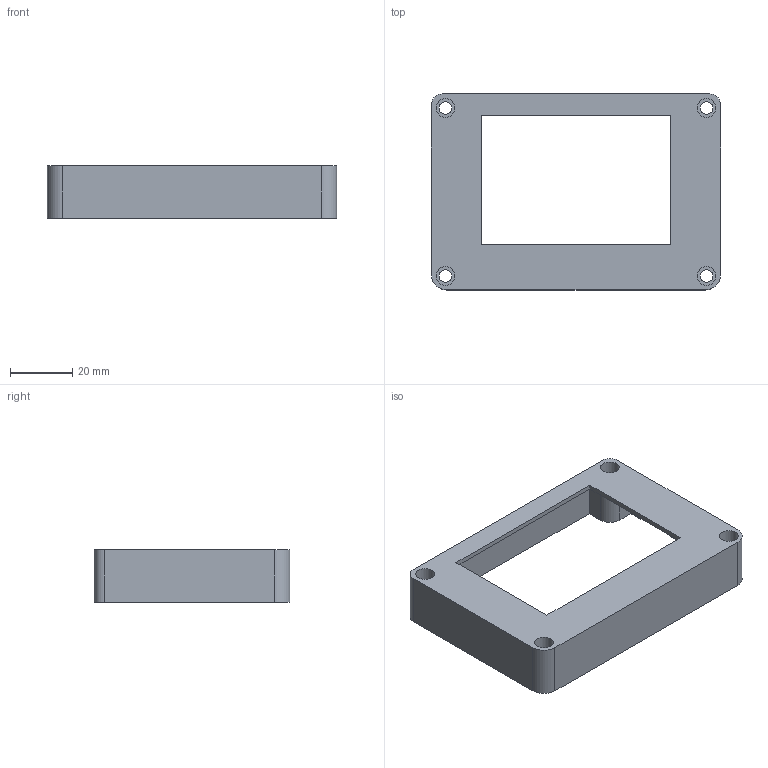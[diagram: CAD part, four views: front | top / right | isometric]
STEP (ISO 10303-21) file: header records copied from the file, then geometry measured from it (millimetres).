
FILE_DESCRIPTION(/* description */ (''),/* implementation_level */ '2;1');
FILE_NAME(/* name */ 'Xavier-Nx-case-Top-without-hub v1.step',/* time_stamp */ '2022-04-26T01:22:49+06:00',/* author */ (''),/* organization */ (''),/* preprocessor_version */ 'ST-DEVELOPER v18.1',/* originating_system */ 'Autodesk Translation Framework v10.14.0.1471',/* authorisation */ '');
FILE_SCHEMA (('AUTOMOTIVE_DESIGN { 1 0 10303 214 3 1 1 }'));
Length unit declared in the file: millimetre
Products named in the file (2): Xavier-Nx-case-Top-without-hub; Component1
Assembly tree (1 placements, depth 2):
  Xavier-Nx-case-Top-without-hub
    Component1
Bounding box: 93 x 63 x 17 mm (x, y, z)
Volume: 12987.4 mm3; surface area: 17759.5 mm2
Topology: 1 solids, 1 shells, 46 faces, 120 edges, 80 vertices
Faces by surface type: plane 30, cylinder 16
Full cylindrical faces by diameter (mm): 4 x4, 6 x4
Entity records: 1489 total; most frequent: DIRECTION 250, CARTESIAN_POINT 249, ORIENTED_EDGE 240, EDGE_CURVE 120, LINE 88, VECTOR 88, AXIS2_PLACEMENT_3D 81, VERTEX_POINT 80
